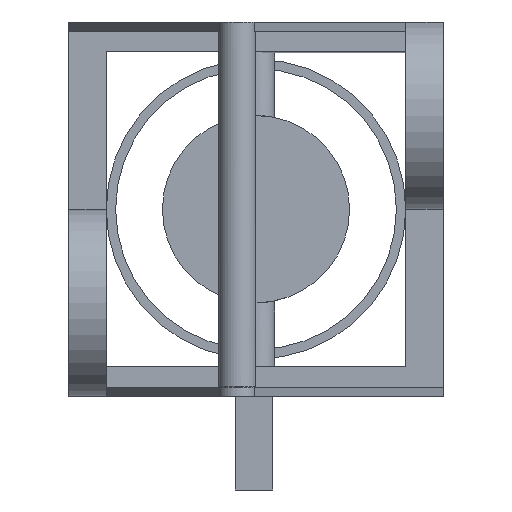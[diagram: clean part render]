
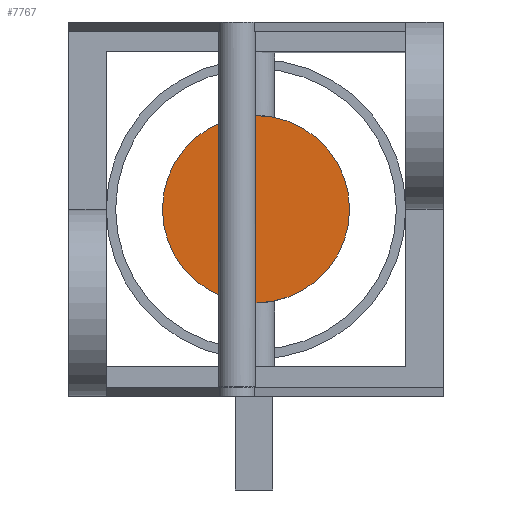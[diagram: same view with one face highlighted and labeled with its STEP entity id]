
A CAD part, left-side view. The second image highlights one B-rep face of the part: STEP entity #7767.
In plain terms, the highlighted planar face has unit normal (-1, 0, 0).
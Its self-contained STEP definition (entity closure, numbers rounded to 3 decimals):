
#1343 = AXIS2_PLACEMENT_3D ( 'NONE', #8343, #3832, #3790 ) ;
#1505 = EDGE_CURVE ( 'NONE', #7022, #5671, #2827, .T. ) ;
#2193 = CARTESIAN_POINT ( 'NONE',  ( -37.656, 0., 0. ) ) ;
#2316 = ORIENTED_EDGE ( 'NONE', *, *, #1505, .T. ) ;
#2345 = PLANE ( 'NONE',  #6416 ) ;
#2827 = CIRCLE ( 'NONE', #4549, 5. ) ;
#3660 = FACE_OUTER_BOUND ( 'NONE', #5869, .T. ) ;
#3790 = DIRECTION ( 'NONE',  ( 0., 0., -1. ) ) ;
#3832 = DIRECTION ( 'NONE',  ( -1., 0., 0. ) ) ;
#4098 = DIRECTION ( 'NONE',  ( -1., 0., 0. ) ) ;
#4549 = AXIS2_PLACEMENT_3D ( 'NONE', #7915, #4098, #7086 ) ;
#4975 = EDGE_CURVE ( 'NONE', #5671, #7022, #5562, .T. ) ;
#5562 = CIRCLE ( 'NONE', #1343, 5. ) ;
#5671 = VERTEX_POINT ( 'NONE', #9251 ) ;
#5869 = EDGE_LOOP ( 'NONE', ( #7456, #2316 ) ) ;
#6416 = AXIS2_PLACEMENT_3D ( 'NONE', #2193, #9591, #7490 ) ;
#7022 = VERTEX_POINT ( 'NONE', #8854 ) ;
#7086 = DIRECTION ( 'NONE',  ( 0., 0., -1. ) ) ;
#7456 = ORIENTED_EDGE ( 'NONE', *, *, #4975, .T. ) ;
#7490 = DIRECTION ( 'NONE',  ( 0., 0., 1. ) ) ;
#7767 = ADVANCED_FACE ( 'NONE', ( #3660 ), #2345, .T. ) ;
#7915 = CARTESIAN_POINT ( 'NONE',  ( -37.656, 0., 0. ) ) ;
#8343 = CARTESIAN_POINT ( 'NONE',  ( -37.656, 0., 0. ) ) ;
#8854 = CARTESIAN_POINT ( 'NONE',  ( -37.656, 5., 0. ) ) ;
#9251 = CARTESIAN_POINT ( 'NONE',  ( -37.656, -5., 0. ) ) ;
#9591 = DIRECTION ( 'NONE',  ( -1., 0., 0. ) ) ;
